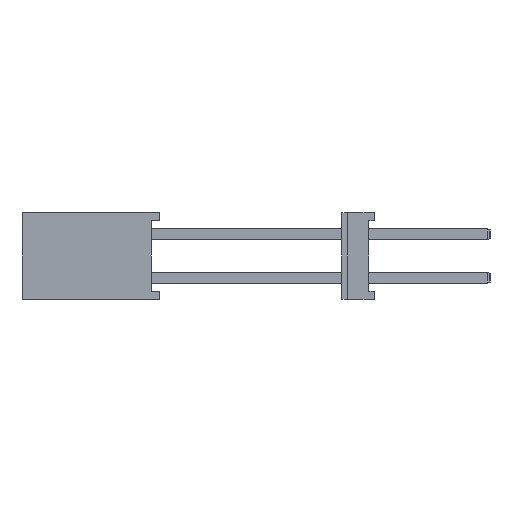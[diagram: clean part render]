
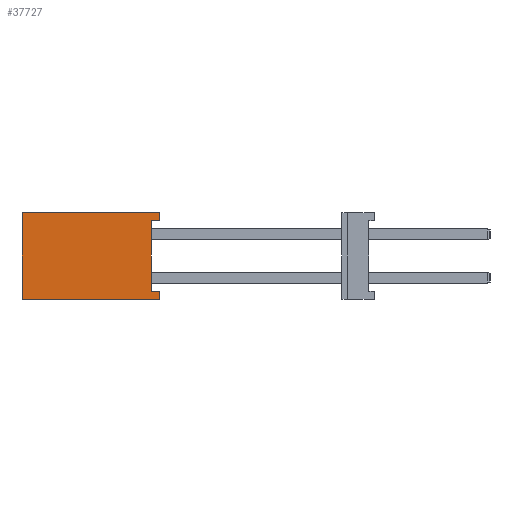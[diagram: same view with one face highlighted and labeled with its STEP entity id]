
A CAD part, left-side view. The second image highlights one B-rep face of the part: STEP entity #37727.
In plain terms, the highlighted planar face has unit normal (-1, 0, 0).
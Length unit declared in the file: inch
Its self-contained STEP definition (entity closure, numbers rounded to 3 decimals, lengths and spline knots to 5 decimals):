
#8883=ORIENTED_EDGE('',*,*,#15184,.T.);
#8884=ORIENTED_EDGE('',*,*,#14845,.T.);
#8885=ORIENTED_EDGE('',*,*,#15032,.F.);
#8886=ORIENTED_EDGE('',*,*,#15263,.F.);
#8887=ORIENTED_EDGE('',*,*,#15026,.T.);
#8888=ORIENTED_EDGE('',*,*,#14949,.T.);
#8889=ORIENTED_EDGE('',*,*,#15262,.T.);
#8890=ORIENTED_EDGE('',*,*,#15264,.T.);
#14845=EDGE_CURVE('',#18694,#18693,#23445,.T.);
#14949=EDGE_CURVE('',#18798,#18797,#23549,.T.);
#15026=EDGE_CURVE('',#18849,#18798,#23626,.T.);
#15032=EDGE_CURVE('',#18853,#18693,#23632,.T.);
#15184=EDGE_CURVE('',#18954,#18694,#23784,.T.);
#15262=EDGE_CURVE('',#18797,#19006,#23862,.T.);
#15263=EDGE_CURVE('',#18849,#18853,#23863,.T.);
#15264=EDGE_CURVE('',#19006,#18954,#23864,.T.);
#18693=VERTEX_POINT('',#57926);
#18694=VERTEX_POINT('',#57928);
#18797=VERTEX_POINT('',#58160);
#18798=VERTEX_POINT('',#58162);
#18849=VERTEX_POINT('',#58291);
#18853=VERTEX_POINT('',#58301);
#18954=VERTEX_POINT('',#58579);
#19006=VERTEX_POINT('',#58736);
#23445=LINE('',#57927,#28605);
#23549=LINE('',#58161,#28709);
#23626=LINE('',#58290,#28786);
#23632=LINE('',#58302,#28792);
#23784=LINE('',#58581,#28944);
#23862=LINE('',#58737,#29022);
#23863=LINE('',#58739,#29023);
#23864=LINE('',#58740,#29024);
#28605=VECTOR('',#47525,39.37008);
#28709=VECTOR('',#47681,39.37008);
#28786=VECTOR('',#47760,39.37008);
#28792=VECTOR('',#47768,39.37008);
#28944=VECTOR('',#47972,39.37008);
#29022=VECTOR('',#48102,39.37008);
#29023=VECTOR('',#48105,39.37008);
#29024=VECTOR('',#48106,39.37008);
#31549=EDGE_LOOP('',(#8883,#8884,#8885,#8886,#8887,#8888,#8889,#8890));
#33775=FACE_BOUND('',#31549,.T.);
#35751=PLANE('',#39842);
#37727=ADVANCED_FACE('',(#33775),#35751,.F.);
#39842=AXIS2_PLACEMENT_3D('',#58738,#48103,#48104);
#47525=DIRECTION('',(0.,0.,1.));
#47681=DIRECTION('',(0.,0.,1.));
#47760=DIRECTION('',(0.,-1.,0.));
#47768=DIRECTION('',(0.,-1.,0.));
#47972=DIRECTION('',(0.,-1.,0.));
#48102=DIRECTION('',(0.,1.,0.));
#48103=DIRECTION('',(1.,0.,0.));
#48104=DIRECTION('',(0.,0.,-1.));
#48105=DIRECTION('',(0.,0.,1.));
#48106=DIRECTION('',(0.,0.,1.));
#57926=CARTESIAN_POINT('',(0.,0.,0.07875));
#57927=CARTESIAN_POINT('',(0.,0.,-0.07875));
#57928=CARTESIAN_POINT('',(0.,0.,0.06375));
#58160=CARTESIAN_POINT('',(0.,0.,-0.06375));
#58161=CARTESIAN_POINT('',(0.,0.,-0.07875));
#58162=CARTESIAN_POINT('',(0.,0.,-0.07875));
#58290=CARTESIAN_POINT('',(0.,0.25,-0.07875));
#58291=CARTESIAN_POINT('',(0.,0.25,-0.07875));
#58301=CARTESIAN_POINT('',(0.,0.25,0.07875));
#58302=CARTESIAN_POINT('',(0.,0.25,0.07875));
#58579=CARTESIAN_POINT('',(0.,0.015,0.06375));
#58581=CARTESIAN_POINT('',(0.,0.015,0.06375));
#58736=CARTESIAN_POINT('',(0.,0.015,-0.06375));
#58737=CARTESIAN_POINT('',(0.,0.,-0.06375));
#58738=CARTESIAN_POINT('',(0.,0.25,-0.07875));
#58739=CARTESIAN_POINT('',(0.,0.25,-0.07875));
#58740=CARTESIAN_POINT('',(0.,0.015,-0.06375));
